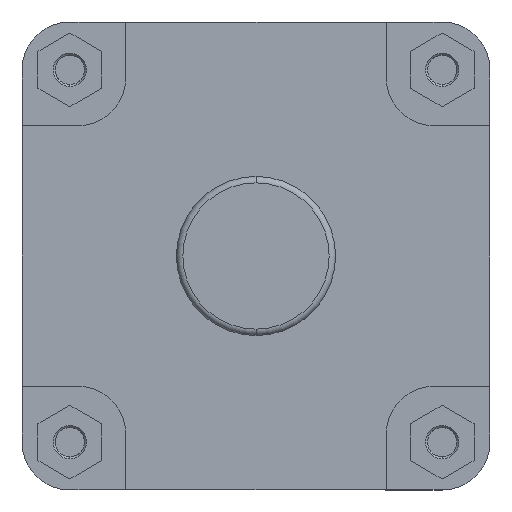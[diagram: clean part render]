
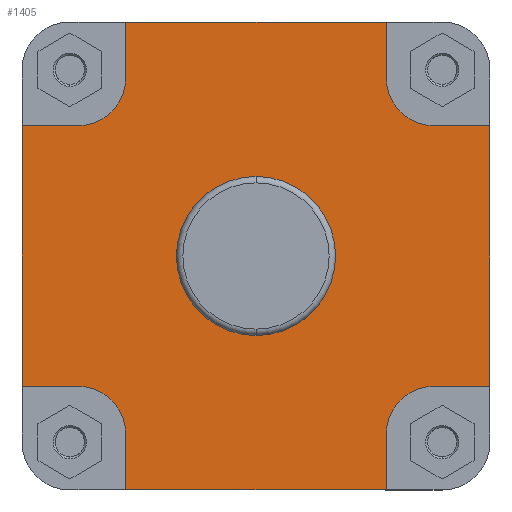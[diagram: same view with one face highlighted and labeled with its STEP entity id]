
A CAD part, left-side view. The second image highlights one B-rep face of the part: STEP entity #1405.
In plain terms, the highlighted planar face has unit normal (-1, 0, 0).
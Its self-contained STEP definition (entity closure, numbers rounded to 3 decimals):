
#396 = CARTESIAN_POINT ( 'NONE',  ( 65., 37.4, 0. ) ) ;
#405 = PLANE ( 'NONE',  #4242 ) ;
#406 = DIRECTION ( 'NONE',  ( 1., 0., 0. ) ) ;
#407 = DIRECTION ( 'NONE',  ( 0., 0., -1. ) ) ;
#814 = CARTESIAN_POINT ( 'NONE',  ( 65., -83.75, -83.75 ) ) ;
#817 = CARTESIAN_POINT ( 'NONE',  ( 65., -110., -61.25 ) ) ;
#820 = DIRECTION ( 'NONE',  ( -1., 0., 0. ) ) ;
#821 = DIRECTION ( 'NONE',  ( 0., 0., -1. ) ) ;
#822 = CARTESIAN_POINT ( 'NONE',  ( 65., -242.141, -110. ) ) ;
#823 = DIRECTION ( 'NONE',  ( 0., 1., 0. ) ) ;
#824 = CARTESIAN_POINT ( 'NONE',  ( 65., -61.25, -83.75 ) ) ;
#825 = DIRECTION ( 'NONE',  ( 0., -1., 0. ) ) ;
#826 = CARTESIAN_POINT ( 'NONE',  ( 65., -110., 0. ) ) ;
#827 = DIRECTION ( 'NONE',  ( 0., 0., -1. ) ) ;
#828 = DIRECTION ( 'NONE',  ( 0., 0., 1. ) ) ;
#829 = CARTESIAN_POINT ( 'NONE',  ( 65., -61.25, 110. ) ) ;
#830 = CARTESIAN_POINT ( 'NONE',  ( 65., -83.75, 61.25 ) ) ;
#831 = DIRECTION ( 'NONE',  ( 0., -1., 0. ) ) ;
#832 = CARTESIAN_POINT ( 'NONE',  ( 65., -83.75, 83.75 ) ) ;
#833 = DIRECTION ( 'NONE',  ( -1., 0., 0. ) ) ;
#834 = DIRECTION ( 'NONE',  ( 0., 0., -1. ) ) ;
#835 = CARTESIAN_POINT ( 'NONE',  ( 65., -242.141, 110. ) ) ;
#836 = DIRECTION ( 'NONE',  ( 0., 0., -1. ) ) ;
#837 = CARTESIAN_POINT ( 'NONE',  ( 65., 61.25, 83.75 ) ) ;
#838 = DIRECTION ( 'NONE',  ( 0., -1., 0. ) ) ;
#839 = CARTESIAN_POINT ( 'NONE',  ( 65., 110., 61.25 ) ) ;
#840 = DIRECTION ( 'NONE',  ( 0., 0., 1. ) ) ;
#841 = CARTESIAN_POINT ( 'NONE',  ( 65., 83.75, 83.75 ) ) ;
#842 = DIRECTION ( 'NONE',  ( -1., 0., 0. ) ) ;
#843 = DIRECTION ( 'NONE',  ( 0., 0., -1. ) ) ;
#844 = CARTESIAN_POINT ( 'NONE',  ( 65., 110., 0. ) ) ;
#845 = DIRECTION ( 'NONE',  ( 0., -1., 0. ) ) ;
#846 = DIRECTION ( 'NONE',  ( 0., 0., 1. ) ) ;
#847 = CARTESIAN_POINT ( 'NONE',  ( 65., 61.25, -110. ) ) ;
#848 = CARTESIAN_POINT ( 'NONE',  ( 65., 83.75, -61.25 ) ) ;
#849 = DIRECTION ( 'NONE',  ( 0., 1., 0. ) ) ;
#850 = CARTESIAN_POINT ( 'NONE',  ( 65., 83.75, -83.75 ) ) ;
#851 = DIRECTION ( 'NONE',  ( -1., 0., 0. ) ) ;
#852 = DIRECTION ( 'NONE',  ( 0., 0., -1. ) ) ;
#855 = DIRECTION ( 'NONE',  ( 0., 0., 1. ) ) ;
#1405 = ADVANCED_FACE ( 'NONE', ( #2509, #2507 ), #405, .F. ) ;
#1688 = ORIENTED_EDGE ( 'NONE', *, *, #3152, .F. ) ;
#1689 = ORIENTED_EDGE ( 'NONE', *, *, #3151, .F. ) ;
#1690 = ORIENTED_EDGE ( 'NONE', *, *, #3150, .F. ) ;
#1691 = ORIENTED_EDGE ( 'NONE', *, *, #3149, .F. ) ;
#1692 = ORIENTED_EDGE ( 'NONE', *, *, #3148, .F. ) ;
#1693 = ORIENTED_EDGE ( 'NONE', *, *, #3147, .F. ) ;
#1694 = ORIENTED_EDGE ( 'NONE', *, *, #3146, .F. ) ;
#1695 = ORIENTED_EDGE ( 'NONE', *, *, #3145, .F. ) ;
#1696 = ORIENTED_EDGE ( 'NONE', *, *, #3144, .F. ) ;
#1697 = ORIENTED_EDGE ( 'NONE', *, *, #3143, .F. ) ;
#1698 = ORIENTED_EDGE ( 'NONE', *, *, #3142, .F. ) ;
#1699 = ORIENTED_EDGE ( 'NONE', *, *, #3141, .T. ) ;
#1700 = ORIENTED_EDGE ( 'NONE', *, *, #3138, .F. ) ;
#1701 = ORIENTED_EDGE ( 'NONE', *, *, #3137, .F. ) ;
#1702 = ORIENTED_EDGE ( 'NONE', *, *, #3140, .F. ) ;
#1703 = ORIENTED_EDGE ( 'NONE', *, *, #3139, .T. ) ;
#1704 = ORIENTED_EDGE ( 'NONE', *, *, #4033, .F. ) ;
#1705 = ORIENTED_EDGE ( 'NONE', *, *, #3974, .F. ) ;
#1985 = EDGE_LOOP ( 'NONE', ( #1703, #1702, #1701, #1700, #1699, #1698, #1697, #1696, #1695, #1694, #1693, #1692, #1691, #1690, #1689, #1688 ) ) ;
#2002 = EDGE_LOOP ( 'NONE', ( #1705, #1704 ) ) ;
#2507 = FACE_OUTER_BOUND ( 'NONE', #1985, .T. ) ;
#2509 = FACE_BOUND ( 'NONE', #2002, .T. ) ;
#3137 = EDGE_CURVE ( 'NONE', #7065, #7034, #4716, .T. ) ;
#3138 = EDGE_CURVE ( 'NONE', #6914, #7065, #4715, .T. ) ;
#3139 = EDGE_CURVE ( 'NONE', #6894, #6858, #4711, .T. ) ;
#3140 = EDGE_CURVE ( 'NONE', #7034, #6858, #4706, .T. ) ;
#3141 = EDGE_CURVE ( 'NONE', #6914, #6902, #4713, .T. ) ;
#3142 = EDGE_CURVE ( 'NONE', #7051, #6902, #4721, .T. ) ;
#3143 = EDGE_CURVE ( 'NONE', #6919, #7051, #4726, .T. ) ;
#3144 = EDGE_CURVE ( 'NONE', #6872, #6919, #4725, .T. ) ;
#3145 = EDGE_CURVE ( 'NONE', #6921, #6872, #4724, .T. ) ;
#3146 = EDGE_CURVE ( 'NONE', #6947, #6921, #4723, .T. ) ;
#3147 = EDGE_CURVE ( 'NONE', #6860, #6947, #4733, .T. ) ;
#3148 = EDGE_CURVE ( 'NONE', #7066, #6860, #4732, .T. ) ;
#3149 = EDGE_CURVE ( 'NONE', #6983, #7066, #4731, .T. ) ;
#3150 = EDGE_CURVE ( 'NONE', #7046, #6983, #4736, .T. ) ;
#3151 = EDGE_CURVE ( 'NONE', #6962, #7046, #4741, .T. ) ;
#3152 = EDGE_CURVE ( 'NONE', #6894, #6962, #4740, .T. ) ;
#3974 = EDGE_CURVE ( 'NONE', #6867, #6933, #5443, .T. ) ;
#4033 = EDGE_CURVE ( 'NONE', #6933, #6867, #5541, .T. ) ;
#4242 = AXIS2_PLACEMENT_3D ( 'NONE', #396, #406, #407 ) ;
#4287 = AXIS2_PLACEMENT_3D ( 'NONE', #814, #820, #821 ) ;
#4331 = AXIS2_PLACEMENT_3D ( 'NONE', #832, #833, #834 ) ;
#4332 = AXIS2_PLACEMENT_3D ( 'NONE', #841, #842, #843 ) ;
#4336 = AXIS2_PLACEMENT_3D ( 'NONE', #850, #851, #852 ) ;
#4476 = AXIS2_PLACEMENT_3D ( 'NONE', #6245, #6246, #6247 ) ;
#4502 = AXIS2_PLACEMENT_3D ( 'NONE', #6384, #6386, #6387 ) ;
#4706 = LINE ( 'NONE', #824, #4718 ) ;
#4711 = LINE ( 'NONE', #822, #4717 ) ;
#4712 = VECTOR ( 'NONE', #823, 1000. ) ;
#4713 = LINE ( 'NONE', #826, #4719 ) ;
#4715 = LINE ( 'NONE', #817, #4712 ) ;
#4716 = CIRCLE ( 'NONE', #4287, 22.5 ) ;
#4717 = VECTOR ( 'NONE', #825, 1000. ) ;
#4718 = VECTOR ( 'NONE', #827, 1000. ) ;
#4719 = VECTOR ( 'NONE', #828, 1000. ) ;
#4720 = VECTOR ( 'NONE', #836, 1000. ) ;
#4721 = LINE ( 'NONE', #830, #4722 ) ;
#4722 = VECTOR ( 'NONE', #831, 1000. ) ;
#4723 = LINE ( 'NONE', #837, #4729 ) ;
#4724 = LINE ( 'NONE', #835, #4727 ) ;
#4725 = LINE ( 'NONE', #829, #4720 ) ;
#4726 = CIRCLE ( 'NONE', #4331, 22.5 ) ;
#4727 = VECTOR ( 'NONE', #838, 1000. ) ;
#4729 = VECTOR ( 'NONE', #840, 1000. ) ;
#4730 = VECTOR ( 'NONE', #845, 1000. ) ;
#4731 = LINE ( 'NONE', #844, #4734 ) ;
#4732 = LINE ( 'NONE', #839, #4730 ) ;
#4733 = CIRCLE ( 'NONE', #4332, 22.5 ) ;
#4734 = VECTOR ( 'NONE', #846, 1000. ) ;
#4735 = VECTOR ( 'NONE', #855, 1000. ) ;
#4736 = LINE ( 'NONE', #848, #4737 ) ;
#4737 = VECTOR ( 'NONE', #849, 1000. ) ;
#4740 = LINE ( 'NONE', #847, #4735 ) ;
#4741 = CIRCLE ( 'NONE', #4336, 22.5 ) ;
#5443 = CIRCLE ( 'NONE', #4476, 37.4 ) ;
#5541 = CIRCLE ( 'NONE', #4502, 37.4 ) ;
#6245 = CARTESIAN_POINT ( 'NONE',  ( 65., 0., 0. ) ) ;
#6246 = DIRECTION ( 'NONE',  ( -1., 0., 0. ) ) ;
#6247 = DIRECTION ( 'NONE',  ( 0., 0., 1. ) ) ;
#6384 = CARTESIAN_POINT ( 'NONE',  ( 65., 0., 0. ) ) ;
#6386 = DIRECTION ( 'NONE',  ( -1., 0., 0. ) ) ;
#6387 = DIRECTION ( 'NONE',  ( 0., 0., 1. ) ) ;
#6493 = CARTESIAN_POINT ( 'NONE',  ( 65., -61.25, -110. ) ) ;
#6495 = CARTESIAN_POINT ( 'NONE',  ( 65., 83.75, 61.25 ) ) ;
#6502 = CARTESIAN_POINT ( 'NONE',  ( 65., 0., 37.4 ) ) ;
#6507 = CARTESIAN_POINT ( 'NONE',  ( 65., -61.25, 110. ) ) ;
#6529 = CARTESIAN_POINT ( 'NONE',  ( 65., 61.25, -110. ) ) ;
#6537 = CARTESIAN_POINT ( 'NONE',  ( 65., -110., 61.25 ) ) ;
#6549 = CARTESIAN_POINT ( 'NONE',  ( 65., -110., -61.25 ) ) ;
#6554 = CARTESIAN_POINT ( 'NONE',  ( 65., -61.25, 83.75 ) ) ;
#6556 = CARTESIAN_POINT ( 'NONE',  ( 65., 61.25, 110. ) ) ;
#6568 = CARTESIAN_POINT ( 'NONE',  ( 65., 0., -37.4 ) ) ;
#6582 = CARTESIAN_POINT ( 'NONE',  ( 65., 61.25, 83.75 ) ) ;
#6597 = CARTESIAN_POINT ( 'NONE',  ( 65., 61.25, -83.75 ) ) ;
#6618 = CARTESIAN_POINT ( 'NONE',  ( 65., 110., -61.25 ) ) ;
#6669 = CARTESIAN_POINT ( 'NONE',  ( 65., -61.25, -83.75 ) ) ;
#6681 = CARTESIAN_POINT ( 'NONE',  ( 65., 83.75, -61.25 ) ) ;
#6686 = CARTESIAN_POINT ( 'NONE',  ( 65., -83.75, 61.25 ) ) ;
#6700 = CARTESIAN_POINT ( 'NONE',  ( 65., -83.75, -61.25 ) ) ;
#6701 = CARTESIAN_POINT ( 'NONE',  ( 65., 110., 61.25 ) ) ;
#6858 = VERTEX_POINT ( 'NONE', #6493 ) ;
#6860 = VERTEX_POINT ( 'NONE', #6495 ) ;
#6867 = VERTEX_POINT ( 'NONE', #6502 ) ;
#6872 = VERTEX_POINT ( 'NONE', #6507 ) ;
#6894 = VERTEX_POINT ( 'NONE', #6529 ) ;
#6902 = VERTEX_POINT ( 'NONE', #6537 ) ;
#6914 = VERTEX_POINT ( 'NONE', #6549 ) ;
#6919 = VERTEX_POINT ( 'NONE', #6554 ) ;
#6921 = VERTEX_POINT ( 'NONE', #6556 ) ;
#6933 = VERTEX_POINT ( 'NONE', #6568 ) ;
#6947 = VERTEX_POINT ( 'NONE', #6582 ) ;
#6962 = VERTEX_POINT ( 'NONE', #6597 ) ;
#6983 = VERTEX_POINT ( 'NONE', #6618 ) ;
#7034 = VERTEX_POINT ( 'NONE', #6669 ) ;
#7046 = VERTEX_POINT ( 'NONE', #6681 ) ;
#7051 = VERTEX_POINT ( 'NONE', #6686 ) ;
#7065 = VERTEX_POINT ( 'NONE', #6700 ) ;
#7066 = VERTEX_POINT ( 'NONE', #6701 ) ;
